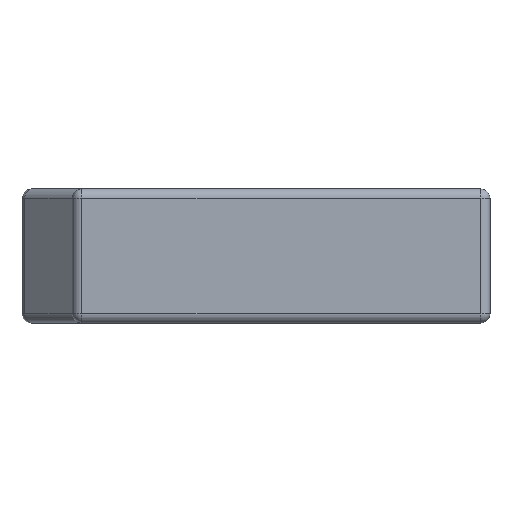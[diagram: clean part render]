
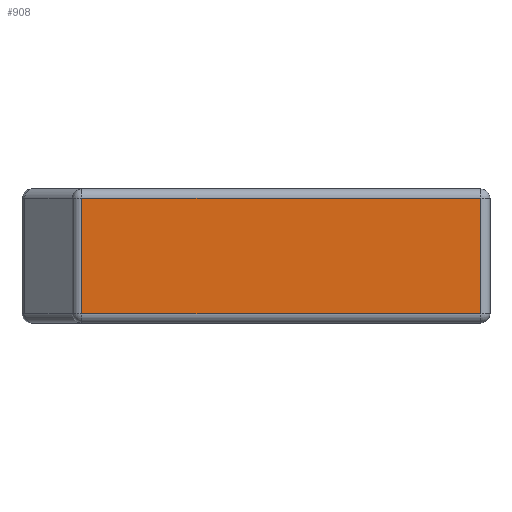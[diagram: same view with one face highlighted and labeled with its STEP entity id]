
A CAD part, front view. The second image highlights one B-rep face of the part: STEP entity #908.
In plain terms, the highlighted planar face has unit normal (0, -1, 0).
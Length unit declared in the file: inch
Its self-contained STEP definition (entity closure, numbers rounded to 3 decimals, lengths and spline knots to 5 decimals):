
#7 = VECTOR ( 'NONE', #961, 39.37008 ) ;
#32 = LINE ( 'NONE', #850, #1651 ) ;
#176 = EDGE_LOOP ( 'NONE', ( #937, #2141, #1254, #753 ) ) ;
#262 = LINE ( 'NONE', #1417, #442 ) ;
#383 = VERTEX_POINT ( 'NONE', #1505 ) ;
#427 = LINE ( 'NONE', #727, #1739 ) ;
#442 = VECTOR ( 'NONE', #604, 39.37008 ) ;
#454 = VERTEX_POINT ( 'NONE', #1375 ) ;
#598 = DIRECTION ( 'NONE',  ( -1., 0., 0. ) ) ;
#604 = DIRECTION ( 'NONE',  ( 1., 0., 0. ) ) ;
#608 = VERTEX_POINT ( 'NONE', #1809 ) ;
#727 = CARTESIAN_POINT ( 'NONE',  ( -0.1, 0., 1.4 ) ) ;
#753 = ORIENTED_EDGE ( 'NONE', *, *, #1069, .T. ) ;
#785 = LINE ( 'NONE', #1808, #7 ) ;
#850 = CARTESIAN_POINT ( 'NONE',  ( -4.25858, 0., 1.4 ) ) ;
#881 = EDGE_CURVE ( 'NONE', #454, #608, #427, .T. ) ;
#908 = ADVANCED_FACE ( 'NONE', ( #1432 ), #2086, .F. ) ;
#937 = ORIENTED_EDGE ( 'NONE', *, *, #881, .T. ) ;
#961 = DIRECTION ( 'NONE',  ( -1., 0., 0. ) ) ;
#997 = EDGE_CURVE ( 'NONE', #608, #383, #785, .T. ) ;
#1000 = VERTEX_POINT ( 'NONE', #1287 ) ;
#1069 = EDGE_CURVE ( 'NONE', #1000, #454, #262, .T. ) ;
#1254 = ORIENTED_EDGE ( 'NONE', *, *, #1389, .T. ) ;
#1287 = CARTESIAN_POINT ( 'NONE',  ( -4.25858, 0., 0.1 ) ) ;
#1375 = CARTESIAN_POINT ( 'NONE',  ( -0.1, 0., 0.1 ) ) ;
#1389 = EDGE_CURVE ( 'NONE', #383, #1000, #32, .T. ) ;
#1417 = CARTESIAN_POINT ( 'NONE',  ( 0., 0., 0.1 ) ) ;
#1432 = FACE_OUTER_BOUND ( 'NONE', #176, .T. ) ;
#1505 = CARTESIAN_POINT ( 'NONE',  ( -4.25858, 0., 1.3 ) ) ;
#1533 = DIRECTION ( 'NONE',  ( 0., 0., -1. ) ) ;
#1640 = AXIS2_PLACEMENT_3D ( 'NONE', #2108, #1743, #598 ) ;
#1651 = VECTOR ( 'NONE', #1533, 39.37008 ) ;
#1739 = VECTOR ( 'NONE', #1922, 39.37008 ) ;
#1743 = DIRECTION ( 'NONE',  ( 0., 1., 0. ) ) ;
#1808 = CARTESIAN_POINT ( 'NONE',  ( -4.5, 0., 1.3 ) ) ;
#1809 = CARTESIAN_POINT ( 'NONE',  ( -0.1, 0., 1.3 ) ) ;
#1922 = DIRECTION ( 'NONE',  ( 0., 0., 1. ) ) ;
#2086 = PLANE ( 'NONE',  #1640 ) ;
#2108 = CARTESIAN_POINT ( 'NONE',  ( 0., 0., 1.4 ) ) ;
#2141 = ORIENTED_EDGE ( 'NONE', *, *, #997, .T. ) ;
